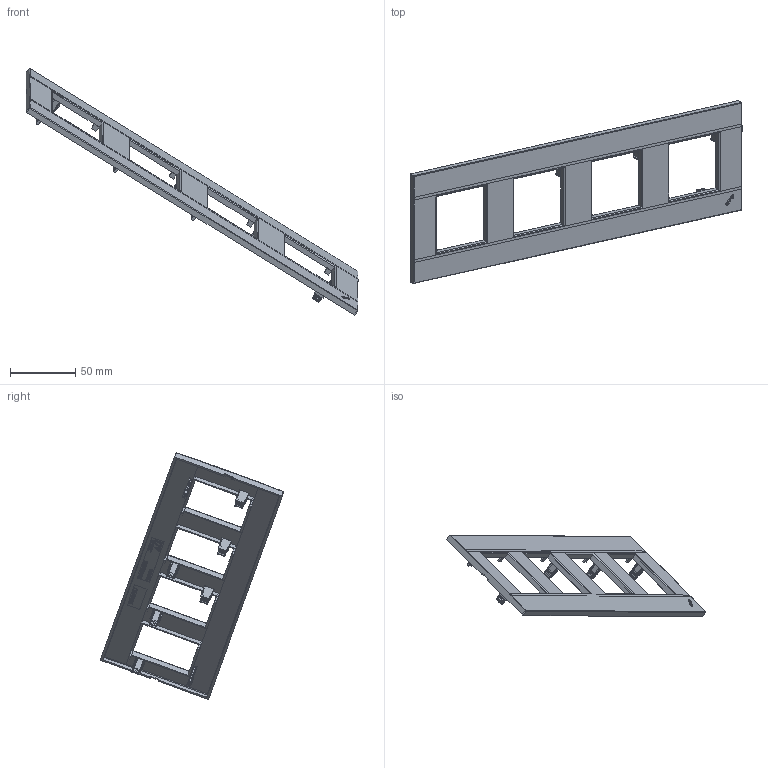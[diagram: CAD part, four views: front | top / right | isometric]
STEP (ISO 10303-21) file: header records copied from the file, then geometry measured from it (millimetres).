
FILE_DESCRIPTION(('CATIA V5 STEP Exchange'),'2;1');
FILE_NAME('44PSME38@.stp','2025-04-10T12:54:47+00:00',('none'),('none'),'CATIA Version 5-6 Release 2016 SP6','CATIA V5 STEP AP203','none');
FILE_SCHEMA(('CONFIG_CONTROL_DESIGN'));
Products named in the file (1): 44PSME38@
Assembly tree (2 placements, depth 2):
  44PSME38@
    #57
    #101
Bounding box: 253.81 x 140.07 x 188.61 mm (x, y, z)
Volume: 41997.5 mm3; surface area: 49799.6 mm2
Topology: 1 solids, 1 shells, 1939 faces, 5367 edges, 3518 vertices
Faces by surface type: plane 1490, cylinder 379, extrusion 38, bspline 24, sphere 8
Entity records: 63540 total; most frequent: CARTESIAN_POINT 18685, ORIENTED_EDGE 10700, DIRECTION 6863, EDGE_CURVE 5350, VECTOR 3638, LINE 3600, VERTEX_POINT 3508, EDGE_LOOP 2042
